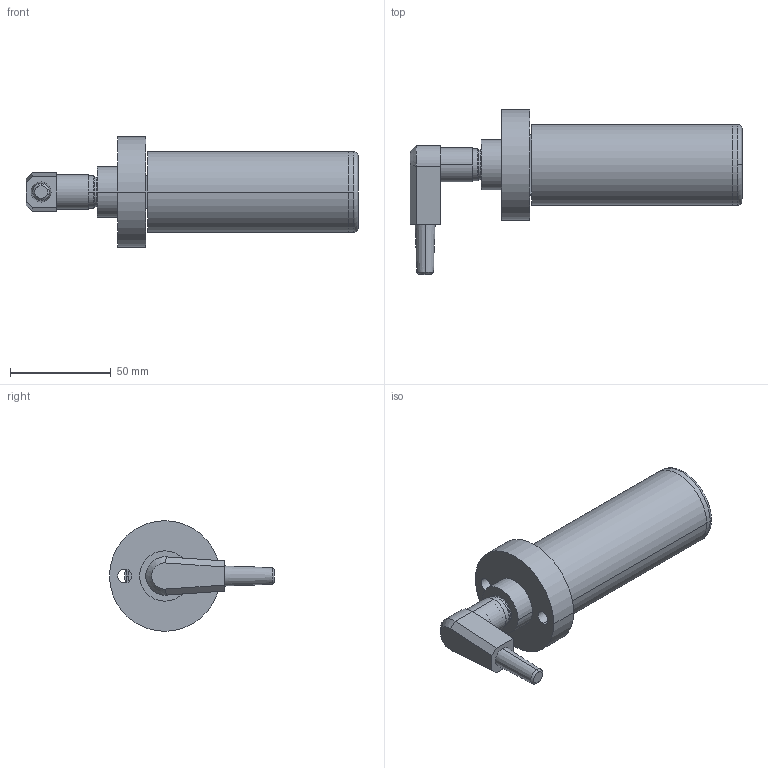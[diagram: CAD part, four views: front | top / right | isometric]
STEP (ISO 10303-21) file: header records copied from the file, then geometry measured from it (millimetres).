
FILE_DESCRIPTION((''),'2;1');
FILE_NAME('R50272_stp.stp','2019-05-14T16:29:27',(''),(''),'Mechanical Desktop 2009','Mechanical Desktop 2009',', , ');
FILE_SCHEMA(('CONFIG_CONTROL_DESIGN'));
Length unit declared in the file: millimetre
Products named in the file (11): R50272_STP; R4862004; TEIL1; RILLENKUGELLAGER_6201; RILLENKUGELLAGER_6201A; LAMELLENSTOPFEN_D40; LAMELLENSTOPFEN_D40A; KABELDOSE_WINKEL_MINI_5_POL; KABELDOSE_WINKEL_MINI_5_POLA; R48619; TEIL1A
Assembly tree (11 placements, depth 3):
  R50272_STP
    R4862004
      TEIL1
    RILLENKUGELLAGER_6201  x2
      RILLENKUGELLAGER_6201A
    LAMELLENSTOPFEN_D40
      LAMELLENSTOPFEN_D40A
    KABELDOSE_WINKEL_MINI_5_POL
      KABELDOSE_WINKEL_MINI_5_POLA
    R48619
      TEIL1A
Bounding box: 165 x 82 x 55 mm (x, y, z)
Volume: 130236.2 mm3; surface area: 61545.2 mm2
Topology: 6 solids, 6 shells, 205 faces, 461 edges, 300 vertices
Faces by surface type: cylinder 93, plane 55, cone 31, torus 18, bspline 8
Entity records: 5618 total; most frequent: CARTESIAN_POINT 1193, DIRECTION 1011, ORIENTED_EDGE 788, AXIS2_PLACEMENT_3D 433, EDGE_CURVE 394, VERTEX_POINT 254, CIRCLE 250, EDGE_LOOP 216
